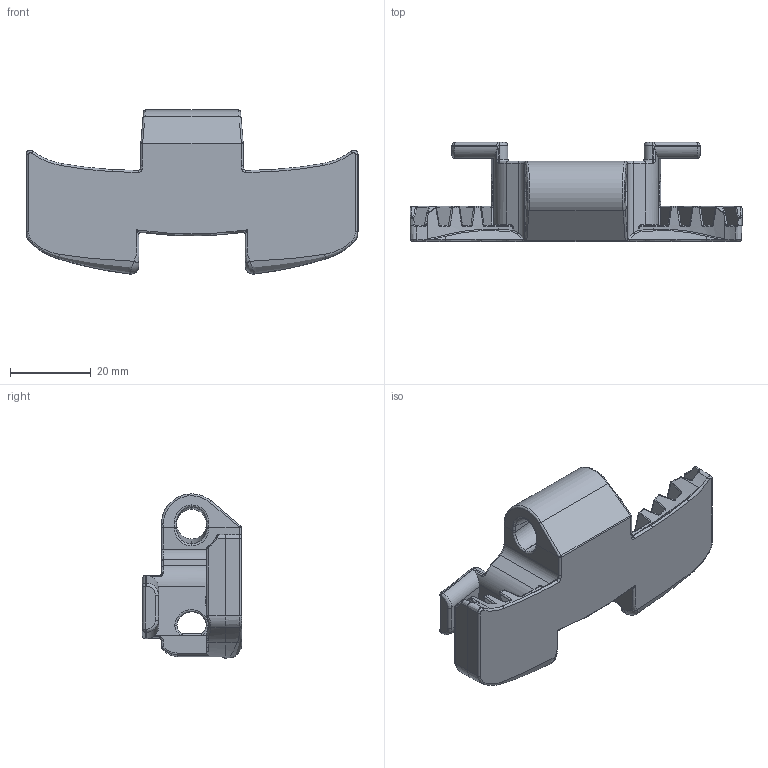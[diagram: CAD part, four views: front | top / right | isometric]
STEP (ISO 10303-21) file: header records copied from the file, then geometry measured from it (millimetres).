
FILE_DESCRIPTION((''),'2;1');
FILE_NAME('P1637','2024-05-23T08:57:18',('joakim.vodder'),(''),'CREO PARAMETRIC BY PTC INC, 2023134','CREO PARAMETRIC BY PTC INC, 2023134','');
FILE_SCHEMA(('AUTOMOTIVE_DESIGN { 1 0 10303 214 1 1 1 1 }'));
Products named in the file (1): P1637
Bounding box: 82.3 x 24.6 x 40.69 mm (x, y, z)
Volume: 20006.2 mm3; surface area: 11280.2 mm2
Topology: 1 solids, 1 shells, 1102 faces, 2800 edges, 1722 vertices
Faces by surface type: plane 549, cylinder 239, bspline 192, torus 55, sphere 46, cone 19, extrusion 2
Entity records: 55793 total; most frequent: CARTESIAN_POINT 22304, ORIENTED_EDGE 5596, DIRECTION 4637, PRESENTATION_STYLE_ASSIGNMENT 2799, STYLED_ITEM 2799, CURVE_STYLE 2798, EDGE_CURVE 2798, VECTOR 1743
